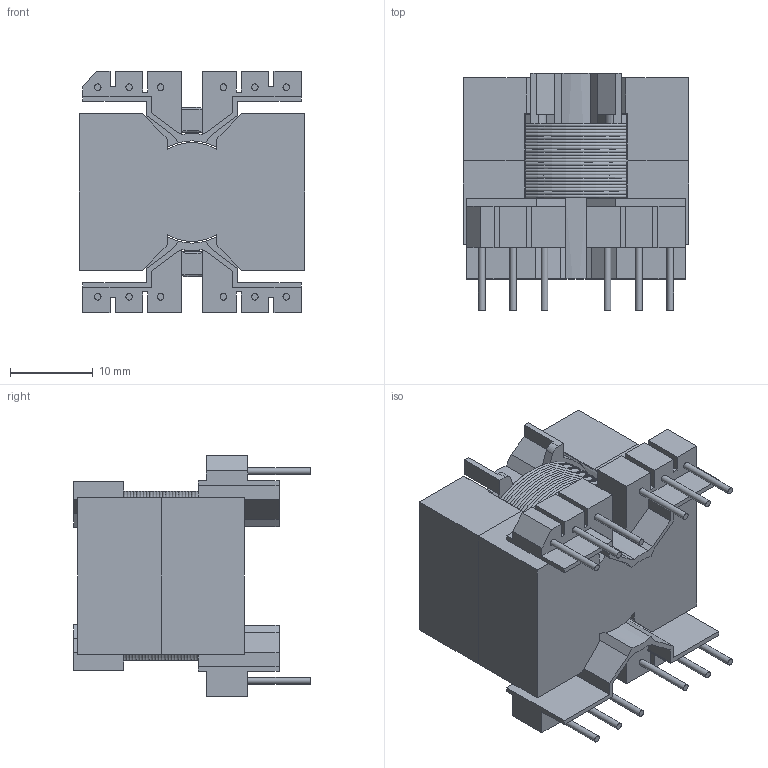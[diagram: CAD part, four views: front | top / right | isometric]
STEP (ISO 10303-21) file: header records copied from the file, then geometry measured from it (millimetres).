
FILE_DESCRIPTION (( 'STEP AP214' ), '1' );
FILE_NAME ('PQ26-20-K-12P-P-2602_z³o¿enie.STEP', '2017-04-24T20:14:52', ( '' ), ( '' ), 'SwSTEP 2.0', 'SolidWorks 2015', '' );
FILE_SCHEMA (( 'AUTOMOTIVE_DESIGN' ));
Length unit declared in the file: millimetre
Products named in the file (4): Uzwojenie; PQ26-20-K-12P-P-2602_z這瞠nie; PQ26-20-K-12P-P-2602; PQ 26X20
Assembly tree (26 placements, depth 2):
  PQ26-20-K-12P-P-2602_z這瞠nie
    PQ26-20-K-12P-P-2602
    Uzwojenie  x23
    PQ 26X20  x2
Bounding box: 27.3 x 28.7 x 29.3 mm (x, y, z)
Volume: 10723.9 mm3; surface area: 16915 mm2
Topology: 26 solids, 26 shells, 347 faces, 877 edges, 546 vertices
Faces by surface type: plane 213, cone 52, torus 46, cylinder 36
Full cylindrical faces by diameter (mm): 0.8 x12, 12 x2, 12.4 x1, 14.2 x1
Entity records: 7435 total; most frequent: CARTESIAN_POINT 1253, ORIENTED_EDGE 1166, DIRECTION 1163, EDGE_CURVE 583, LINE 495, VECTOR 495, VERTEX_POINT 392, AXIS2_PLACEMENT_3D 334
